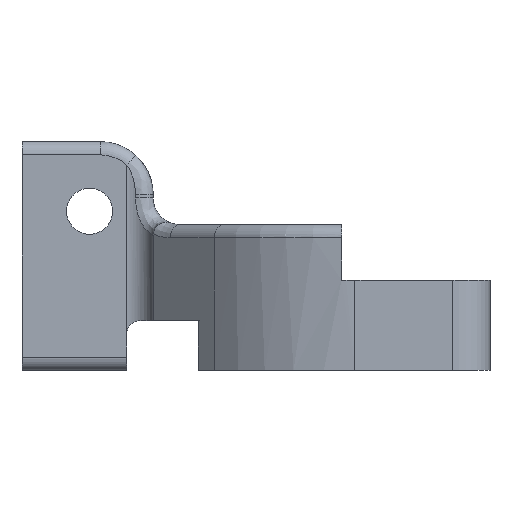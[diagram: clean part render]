
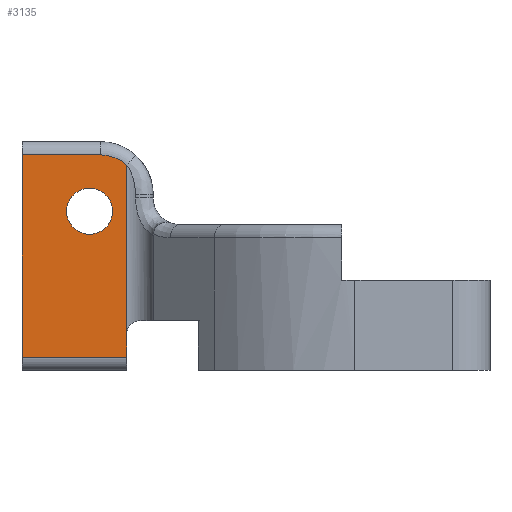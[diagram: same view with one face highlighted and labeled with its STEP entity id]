
A CAD part, left-side view. The second image highlights one B-rep face of the part: STEP entity #3135.
In plain terms, the highlighted planar face has unit normal (-1, 0, 0).
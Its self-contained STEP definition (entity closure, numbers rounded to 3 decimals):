
#4 = VERTEX_POINT ( 'NONE', #595 ) ;
#82 = EDGE_CURVE ( 'NONE', #4, #3179, #289, .T. ) ;
#99 = FACE_BOUND ( 'NONE', #1197, .T. ) ;
#160 = ORIENTED_EDGE ( 'NONE', *, *, #82, .F. ) ;
#256 = VECTOR ( 'NONE', #2881, 1000. ) ;
#258 = EDGE_CURVE ( 'NONE', #423, #404, #1305, .T. ) ;
#278 = DIRECTION ( 'NONE',  ( 0., 1., 0. ) ) ;
#289 = LINE ( 'NONE', #1636, #256 ) ;
#309 = EDGE_LOOP ( 'NONE', ( #160, #708, #835, #2889, #2217, #2903 ) ) ;
#380 = EDGE_CURVE ( 'NONE', #4, #1258, #2203, .T. ) ;
#382 = VECTOR ( 'NONE', #860, 1000. ) ;
#404 = VERTEX_POINT ( 'NONE', #1706 ) ;
#422 = EDGE_CURVE ( 'NONE', #1258, #2206, #1898, .T. ) ;
#423 = VERTEX_POINT ( 'NONE', #637 ) ;
#425 = CARTESIAN_POINT ( 'NONE',  ( -4.78, 17., 10.75 ) ) ;
#446 = AXIS2_PLACEMENT_3D ( 'NONE', #588, #525, #278 ) ;
#453 = EDGE_CURVE ( 'NONE', #2206, #1691, #3022, .T. ) ;
#457 = DIRECTION ( 'NONE',  ( 0., 1., 0. ) ) ;
#462 = EDGE_CURVE ( 'NONE', #1691, #948, #1880, .T. ) ;
#477 = EDGE_CURVE ( 'NONE', #948, #3179, #3011, .T. ) ;
#525 = DIRECTION ( 'NONE',  ( 1., 0., 0. ) ) ;
#588 = CARTESIAN_POINT ( 'NONE',  ( -4.78, 17.8, 6.5 ) ) ;
#592 = CIRCLE ( 'NONE', #446, 1.737 ) ;
#595 = CARTESIAN_POINT ( 'NONE',  ( -4.78, 22.9, -4.5 ) ) ;
#623 = VECTOR ( 'NONE', #2166, 1000. ) ;
#637 = CARTESIAN_POINT ( 'NONE',  ( -4.78, 19.538, 6.5 ) ) ;
#708 = ORIENTED_EDGE ( 'NONE', *, *, #380, .T. ) ;
#720 = DIRECTION ( 'NONE',  ( 0., -1., 0. ) ) ;
#786 = AXIS2_PLACEMENT_3D ( 'NONE', #1855, #2361, #2231 ) ;
#825 = ORIENTED_EDGE ( 'NONE', *, *, #258, .T. ) ;
#835 = ORIENTED_EDGE ( 'NONE', *, *, #422, .T. ) ;
#860 = DIRECTION ( 'NONE',  ( 0., 1., 0. ) ) ;
#938 = CARTESIAN_POINT ( 'NONE',  ( -4.78, 22.9, 10.75 ) ) ;
#948 = VERTEX_POINT ( 'NONE', #425 ) ;
#964 = EDGE_CURVE ( 'NONE', #404, #423, #592, .T. ) ;
#1008 = DIRECTION ( 'NONE',  ( 0., 0., 1. ) ) ;
#1164 = CARTESIAN_POINT ( 'NONE',  ( -4.78, 22.9, -5.5 ) ) ;
#1197 = EDGE_LOOP ( 'NONE', ( #825, #2843 ) ) ;
#1258 = VERTEX_POINT ( 'NONE', #1804 ) ;
#1305 = CIRCLE ( 'NONE', #786, 1.737 ) ;
#1391 = AXIS2_PLACEMENT_3D ( 'NONE', #1164, #2055, #457 ) ;
#1472 = DIRECTION ( 'NONE',  ( -1., 0., 0. ) ) ;
#1516 = CARTESIAN_POINT ( 'NONE',  ( -4.78, 17., 7.75 ) ) ;
#1547 = CARTESIAN_POINT ( 'NONE',  ( -4.78, 22.9, -4.5 ) ) ;
#1636 = CARTESIAN_POINT ( 'NONE',  ( -4.78, 22.9, -5.5 ) ) ;
#1659 = PLANE ( 'NONE',  #1391 ) ;
#1684 = VECTOR ( 'NONE', #720, 1000. ) ;
#1691 = VERTEX_POINT ( 'NONE', #1832 ) ;
#1706 = CARTESIAN_POINT ( 'NONE',  ( -4.78, 16.063, 6.5 ) ) ;
#1717 = CARTESIAN_POINT ( 'NONE',  ( -4.78, 15., -5.5 ) ) ;
#1777 = FACE_OUTER_BOUND ( 'NONE', #309, .T. ) ;
#1804 = CARTESIAN_POINT ( 'NONE',  ( -4.78, 15., -4.5 ) ) ;
#1832 = CARTESIAN_POINT ( 'NONE',  ( -4.78, 15., 9.986 ) ) ;
#1855 = CARTESIAN_POINT ( 'NONE',  ( -4.78, 17.8, 6.5 ) ) ;
#1880 = CIRCLE ( 'NONE', #1998, 3. ) ;
#1898 = LINE ( 'NONE', #2492, #2015 ) ;
#1998 = AXIS2_PLACEMENT_3D ( 'NONE', #1516, #1472, #2146 ) ;
#2015 = VECTOR ( 'NONE', #1008, 1000. ) ;
#2055 = DIRECTION ( 'NONE',  ( 1., 0., 0. ) ) ;
#2146 = DIRECTION ( 'NONE',  ( 0., 1., 0. ) ) ;
#2166 = DIRECTION ( 'NONE',  ( 0., 0., 1. ) ) ;
#2203 = LINE ( 'NONE', #1547, #1684 ) ;
#2206 = VERTEX_POINT ( 'NONE', #2476 ) ;
#2217 = ORIENTED_EDGE ( 'NONE', *, *, #462, .T. ) ;
#2231 = DIRECTION ( 'NONE',  ( 0., 1., 0. ) ) ;
#2361 = DIRECTION ( 'NONE',  ( 1., 0., 0. ) ) ;
#2476 = CARTESIAN_POINT ( 'NONE',  ( -4.78, 15., -2.75 ) ) ;
#2492 = CARTESIAN_POINT ( 'NONE',  ( -4.78, 15., -5.5 ) ) ;
#2843 = ORIENTED_EDGE ( 'NONE', *, *, #964, .T. ) ;
#2854 = CARTESIAN_POINT ( 'NONE',  ( -4.78, 22.9, 10.75 ) ) ;
#2881 = DIRECTION ( 'NONE',  ( 0., 0., 1. ) ) ;
#2889 = ORIENTED_EDGE ( 'NONE', *, *, #453, .T. ) ;
#2903 = ORIENTED_EDGE ( 'NONE', *, *, #477, .T. ) ;
#3011 = LINE ( 'NONE', #938, #382 ) ;
#3022 = LINE ( 'NONE', #1717, #623 ) ;
#3135 = ADVANCED_FACE ( 'NONE', ( #99, #1777 ), #1659, .F. ) ;
#3179 = VERTEX_POINT ( 'NONE', #2854 ) ;
